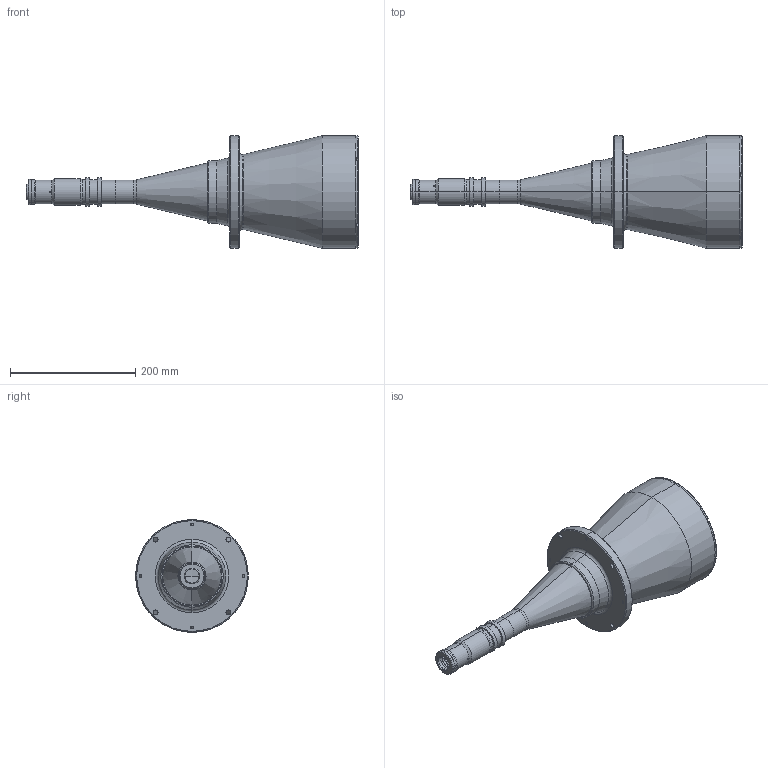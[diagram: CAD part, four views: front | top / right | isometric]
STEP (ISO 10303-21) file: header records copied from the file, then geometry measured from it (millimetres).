
FILE_DESCRIPTION (( 'STEP AP214' ), '1' );
FILE_NAME ('4M120_C.STEP', '2013-04-30T09:47:19', ( 'Work' ), ( '' ), 'SwSTEP 2.0', 'SolidWorks 2013', '' );
FILE_SCHEMA (( 'AUTOMOTIVE_DESIGN' ));
Length unit declared in the file: millimetre
Products named in the file (1): 4M120_C
Bounding box: 530.94 x 180 x 180 mm (x, y, z)
Surface area: 244477.8 mm2 (no closed solid volume)
Topology: 0 solids, 15 shells, 176 faces, 477 edges, 321 vertices
Faces by surface type: cylinder 89, plane 38, cone 32, torus 15, sphere 2
Entity records: 8045 total; most frequent: CARTESIAN_POINT 1403, DIRECTION 1084, ORIENTED_EDGE 848, EDGE_CURVE 477, AXIS2_PLACEMENT_3D 456, VERTEX_POINT 321, CIRCLE 279, EDGE_LOOP 239
